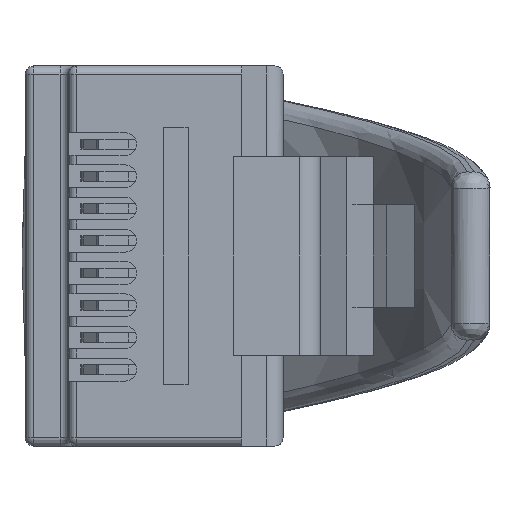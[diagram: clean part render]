
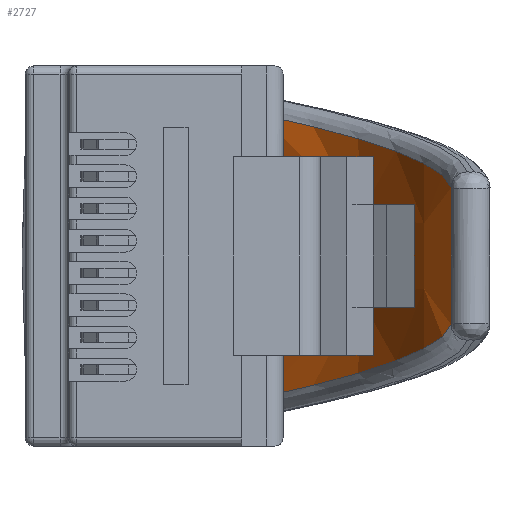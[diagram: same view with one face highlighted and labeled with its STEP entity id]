
A CAD part, left-side view. The second image highlights one B-rep face of the part: STEP entity #2727.
In plain terms, the highlighted free-form (B-spline) face has degree [3, 3] with [4, 4] control points.
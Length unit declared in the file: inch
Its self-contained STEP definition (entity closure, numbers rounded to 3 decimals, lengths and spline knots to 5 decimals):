
#142 = CARTESIAN_POINT ( 'NONE',  ( 0.15273, 0.20749, 0.17807 ) ) ;
#152 = CARTESIAN_POINT ( 'NONE',  ( 0.15638, 0.19308, 0.16504 ) ) ;
#177 = CARTESIAN_POINT ( 'NONE',  ( -0.02753, 0.35912, 0.50625 ) ) ;
#188 = CARTESIAN_POINT ( 'NONE',  ( -0.08625, 0.35811, 0.48661 ) ) ;
#235 = CARTESIAN_POINT ( 'NONE',  ( -0.057, 0.12966, 0.11895 ) ) ;
#238 = CARTESIAN_POINT ( 'NONE',  ( -0.17101, 0.12966, 0.11895 ) ) ;
#303 = CARTESIAN_POINT ( 'NONE',  ( 0.057, 0.12966, 0.11895 ) ) ;
#305 = CARTESIAN_POINT ( 'NONE',  ( 0.1637, 0.16254, 0.14064 ) ) ;
#307 = CARTESIAN_POINT ( 'NONE',  ( 0.17101, 0.12966, 0.11895 ) ) ;
#335 = CARTESIAN_POINT ( 'NONE',  ( 0.16738, 0.14639, 0.12927 ) ) ;
#377 = CARTESIAN_POINT ( 'NONE',  ( 0.17101, 0.12966, 0.11895 ) ) ;
#462 = CARTESIAN_POINT ( 'NONE',  ( -0.14172, 0.24737, 0.22035 ) ) ;
#463 = CARTESIAN_POINT ( 'NONE',  ( -0.13056, 0.2822, 0.26757 ) ) ;
#464 = CARTESIAN_POINT ( 'NONE',  ( -0.1454, 0.23464, 0.20572 ) ) ;
#465 = CARTESIAN_POINT ( 'NONE',  ( -0.13431, 0.27113, 0.25123 ) ) ;
#466 = CARTESIAN_POINT ( 'NONE',  ( -0.15273, 0.20749, 0.17807 ) ) ;
#467 = CARTESIAN_POINT ( 'NONE',  ( -0.11941, 0.312, 0.31789 ) ) ;
#505 = CARTESIAN_POINT ( 'NONE',  ( 0.0826, 0.35912, 0.50625 ) ) ;
#507 = CARTESIAN_POINT ( 'NONE',  ( 0.08625, 0.35811, 0.48661 ) ) ;
#528 = CARTESIAN_POINT ( 'NONE',  ( 0.0899, 0.35592, 0.46715 ) ) ;
#606 = CARTESIAN_POINT ( 'NONE',  ( 0.09726, 0.34919, 0.4286 ) ) ;
#624 = CARTESIAN_POINT ( 'NONE',  ( 0.10098, 0.34462, 0.4094 ) ) ;
#626 = CARTESIAN_POINT ( 'NONE',  ( 0.11208, 0.32763, 0.35335 ) ) ;
#641 = CARTESIAN_POINT ( 'NONE',  ( -0.10098, 0.34462, 0.4094 ) ) ;
#642 = CARTESIAN_POINT ( 'NONE',  ( -0.09726, 0.34919, 0.4286 ) ) ;
#644 = CARTESIAN_POINT ( 'NONE',  ( -0.11208, 0.32763, 0.35335 ) ) ;
#646 = CARTESIAN_POINT ( 'NONE',  ( -0.15638, 0.19308, 0.16504 ) ) ;
#649 = CARTESIAN_POINT ( 'NONE',  ( -0.0899, 0.35592, 0.46715 ) ) ;
#658 = CARTESIAN_POINT ( 'NONE',  ( 0.1454, 0.23464, 0.20572 ) ) ;
#659 = CARTESIAN_POINT ( 'NONE',  ( 0.13431, 0.27113, 0.25123 ) ) ;
#696 = CARTESIAN_POINT ( 'NONE',  ( -0.0826, 0.35912, 0.50625 ) ) ;
#698 = CARTESIAN_POINT ( 'NONE',  ( 0.11941, 0.312, 0.31789 ) ) ;
#705 = CARTESIAN_POINT ( 'NONE',  ( 0.02753, 0.35912, 0.50625 ) ) ;
#707 = CARTESIAN_POINT ( 'NONE',  ( 0.0826, 0.35912, 0.50625 ) ) ;
#711 = CARTESIAN_POINT ( 'NONE',  ( 0.13056, 0.2822, 0.26757 ) ) ;
#713 = CARTESIAN_POINT ( 'NONE',  ( -0.16739, 0.14632, 0.12923 ) ) ;
#715 = CARTESIAN_POINT ( 'NONE',  ( -0.1637, 0.16254, 0.14064 ) ) ;
#719 = CARTESIAN_POINT ( 'NONE',  ( -0.17101, 0.12966, 0.11895 ) ) ;
#811 = CARTESIAN_POINT ( 'NONE',  ( 0.14172, 0.24737, 0.22035 ) ) ;
#827 = CARTESIAN_POINT ( 'NONE',  ( -0.0826, 0.35912, 0.50625 ) ) ;
#841 = VERTEX_POINT ( 'NONE', #5591 ) ;
#1429 = VERTEX_POINT ( 'NONE', #5403 ) ;
#1430 = VERTEX_POINT ( 'NONE', #5410 ) ;
#1440 = B_SPLINE_SURFACE_WITH_KNOTS ( 'NONE', 3, 3, ( 
 ( #6059, #6073, #6067, #6055 ),
 ( #6053, #6058, #6039, #6040 ),
 ( #6042, #6056, #6046, #6045 ),
 ( #6048, #6030, #6031, #6032 ) ),
 .UNSPECIFIED., .F., .F., .F.,
 ( 4, 4 ),
 ( 4, 4 ),
 ( 0.04696, 0.95304 ),
 ( 0., 0.95493 ),
 .UNSPECIFIED. ) ;
#2042 = VERTEX_POINT ( 'NONE', #5398 ) ;
#2727 = ADVANCED_FACE ( 'NONE', ( #3386 ), #1440, .T. ) ;
#3048 = ORIENTED_EDGE ( 'NONE', *, *, #8346, .T. ) ;
#3049 = ORIENTED_EDGE ( 'NONE', *, *, #8337, .T. ) ;
#3050 = ORIENTED_EDGE ( 'NONE', *, *, #8369, .T. ) ;
#3051 = ORIENTED_EDGE ( 'NONE', *, *, #8333, .T. ) ;
#3229 = EDGE_LOOP ( 'NONE', ( #3048, #3049, #3050, #3051 ) ) ;
#3386 = FACE_OUTER_BOUND ( 'NONE', #3229, .T. ) ;
#4439 = B_SPLINE_CURVE_WITH_KNOTS ( 'NONE', 3,
 ( #827, #188, #649, #642, #641, #644, #467, #463, #465, #462, #464, #466, #646, #715, #713, #719 ),
 .UNSPECIFIED., .F., .F.,
 ( 4, 2, 2, 2, 2, 2, 2, 4 ),
 ( 0., 0.00152, 0.00303, 0.00607, 0.00758, 0.0091, 0.01062, 0.01214 ),
 .UNSPECIFIED. ) ;
#4440 = B_SPLINE_CURVE_WITH_KNOTS ( 'NONE', 3,
 ( #377, #335, #305, #152, #142, #658, #811, #659, #711, #698, #626, #624, #606, #528, #507, #505 ),
 .UNSPECIFIED., .F., .F.,
 ( 4, 2, 2, 2, 2, 2, 2, 4 ),
 ( 0., 0.00152, 0.00305, 0.00457, 0.00609, 0.00914, 0.01066, 0.01218 ),
 .UNSPECIFIED. ) ;
#4462 = B_SPLINE_CURVE_WITH_KNOTS ( 'NONE', 3,
 ( #238, #235, #303, #307 ),
 .UNSPECIFIED., .F., .F.,
 ( 4, 4 ),
 ( 0.05234, 0.94766 ),
 .UNSPECIFIED. ) ;
#4475 = B_SPLINE_CURVE_WITH_KNOTS ( 'NONE', 3,
 ( #707, #705, #177, #696 ),
 .UNSPECIFIED., .F., .F.,
 ( 4, 4 ),
 ( 0.09745, 0.90255 ),
 .UNSPECIFIED. ) ;
#5398 = CARTESIAN_POINT ( 'NONE',  ( -0.0826, 0.35912, 0.50625 ) ) ;
#5403 = CARTESIAN_POINT ( 'NONE',  ( -0.17101, 0.12966, 0.11895 ) ) ;
#5410 = CARTESIAN_POINT ( 'NONE',  ( 0.17101, 0.12966, 0.11895 ) ) ;
#5591 = CARTESIAN_POINT ( 'NONE',  ( 0.0826, 0.35912, 0.50625 ) ) ;
#6030 = CARTESIAN_POINT ( 'NONE',  ( 0.14636, 0.26557, 0.20275 ) ) ;
#6031 = CARTESIAN_POINT ( 'NONE',  ( 0.11966, 0.35098, 0.34778 ) ) ;
#6032 = CARTESIAN_POINT ( 'NONE',  ( 0.09296, 0.35912, 0.50625 ) ) ;
#6039 = CARTESIAN_POINT ( 'NONE',  ( -0.03989, 0.35098, 0.34778 ) ) ;
#6040 = CARTESIAN_POINT ( 'NONE',  ( -0.03099, 0.35912, 0.50625 ) ) ;
#6042 = CARTESIAN_POINT ( 'NONE',  ( 0.05769, 0.12966, 0.11895 ) ) ;
#6045 = CARTESIAN_POINT ( 'NONE',  ( 0.03099, 0.35912, 0.50625 ) ) ;
#6046 = CARTESIAN_POINT ( 'NONE',  ( 0.03989, 0.35098, 0.34778 ) ) ;
#6048 = CARTESIAN_POINT ( 'NONE',  ( 0.17306, 0.12966, 0.11895 ) ) ;
#6053 = CARTESIAN_POINT ( 'NONE',  ( -0.05769, 0.12966, 0.11895 ) ) ;
#6055 = CARTESIAN_POINT ( 'NONE',  ( -0.09296, 0.35912, 0.50625 ) ) ;
#6056 = CARTESIAN_POINT ( 'NONE',  ( 0.04879, 0.26557, 0.20275 ) ) ;
#6058 = CARTESIAN_POINT ( 'NONE',  ( -0.04879, 0.26557, 0.20275 ) ) ;
#6059 = CARTESIAN_POINT ( 'NONE',  ( -0.17306, 0.12966, 0.11895 ) ) ;
#6067 = CARTESIAN_POINT ( 'NONE',  ( -0.11966, 0.35098, 0.34778 ) ) ;
#6073 = CARTESIAN_POINT ( 'NONE',  ( -0.14636, 0.26557, 0.20275 ) ) ;
#8333 = EDGE_CURVE ( 'NONE', #1430, #841, #4440, .T. ) ;
#8337 = EDGE_CURVE ( 'NONE', #2042, #1429, #4439, .T. ) ;
#8346 = EDGE_CURVE ( 'NONE', #841, #2042, #4475, .T. ) ;
#8369 = EDGE_CURVE ( 'NONE', #1429, #1430, #4462, .T. ) ;
